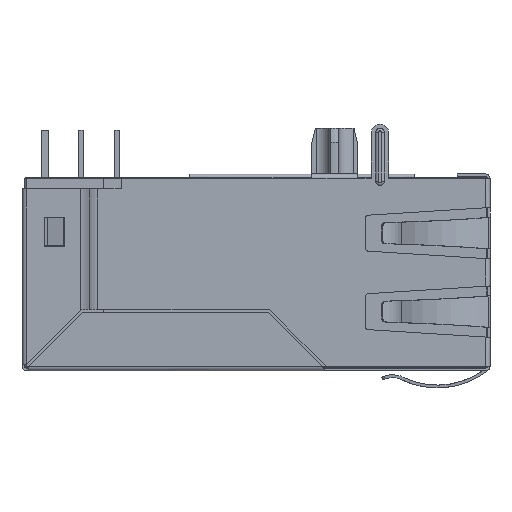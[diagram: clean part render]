
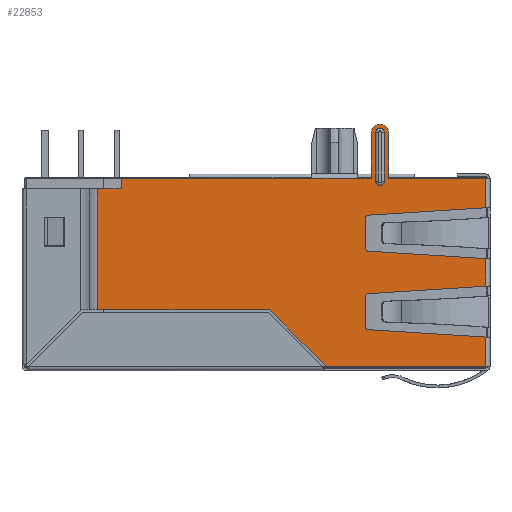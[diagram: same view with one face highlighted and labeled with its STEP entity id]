
A CAD part, left-side view. The second image highlights one B-rep face of the part: STEP entity #22853.
In plain terms, the highlighted planar face has unit normal (-1, 0, 0).
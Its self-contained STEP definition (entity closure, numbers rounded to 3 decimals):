
#910=CIRCLE('',#23827,0.2);
#911=CIRCLE('',#23828,0.2);
#912=CIRCLE('',#23829,0.2);
#913=CIRCLE('',#23830,0.2);
#914=CIRCLE('',#23831,0.6);
#915=CIRCLE('',#23832,0.3);
#916=CIRCLE('',#23833,0.3);
#1576=ORIENTED_EDGE('',*,*,#6554,.T.);
#1577=ORIENTED_EDGE('',*,*,#6555,.T.);
#1578=ORIENTED_EDGE('',*,*,#6556,.T.);
#1579=ORIENTED_EDGE('',*,*,#6557,.T.);
#1580=ORIENTED_EDGE('',*,*,#6558,.T.);
#1581=ORIENTED_EDGE('',*,*,#6559,.F.);
#1582=ORIENTED_EDGE('',*,*,#6560,.T.);
#1583=ORIENTED_EDGE('',*,*,#6561,.F.);
#1584=ORIENTED_EDGE('',*,*,#6562,.T.);
#1585=ORIENTED_EDGE('',*,*,#6563,.F.);
#1586=ORIENTED_EDGE('',*,*,#6564,.T.);
#1587=ORIENTED_EDGE('',*,*,#6565,.T.);
#1588=ORIENTED_EDGE('',*,*,#6566,.T.);
#1589=ORIENTED_EDGE('',*,*,#6567,.T.);
#1590=ORIENTED_EDGE('',*,*,#6568,.T.);
#1591=ORIENTED_EDGE('',*,*,#6569,.T.);
#1592=ORIENTED_EDGE('',*,*,#6570,.T.);
#1593=ORIENTED_EDGE('',*,*,#6571,.T.);
#1594=ORIENTED_EDGE('',*,*,#6572,.F.);
#1595=ORIENTED_EDGE('',*,*,#6573,.F.);
#1596=ORIENTED_EDGE('',*,*,#6574,.F.);
#1597=ORIENTED_EDGE('',*,*,#6575,.T.);
#1598=ORIENTED_EDGE('',*,*,#6576,.T.);
#1599=ORIENTED_EDGE('',*,*,#6577,.T.);
#1600=ORIENTED_EDGE('',*,*,#6578,.T.);
#1601=ORIENTED_EDGE('',*,*,#6579,.T.);
#1602=ORIENTED_EDGE('',*,*,#6580,.T.);
#1603=ORIENTED_EDGE('',*,*,#6581,.T.);
#1604=ORIENTED_EDGE('',*,*,#6582,.T.);
#1605=ORIENTED_EDGE('',*,*,#6583,.T.);
#6554=EDGE_CURVE('',#9038,#9039,#10457,.T.);
#6555=EDGE_CURVE('',#9039,#9040,#10458,.T.);
#6556=EDGE_CURVE('',#9040,#9041,#10459,.T.);
#6557=EDGE_CURVE('',#9041,#9042,#10460,.T.);
#6558=EDGE_CURVE('',#9042,#9043,#10461,.T.);
#6559=EDGE_CURVE('',#9044,#9043,#10462,.T.);
#6560=EDGE_CURVE('',#9044,#9045,#910,.F.);
#6561=EDGE_CURVE('',#9046,#9045,#10463,.T.);
#6562=EDGE_CURVE('',#9046,#9047,#911,.F.);
#6563=EDGE_CURVE('',#9048,#9047,#10464,.T.);
#6564=EDGE_CURVE('',#9048,#9049,#10465,.T.);
#6565=EDGE_CURVE('',#9049,#9050,#10466,.T.);
#6566=EDGE_CURVE('',#9050,#9051,#912,.F.);
#6567=EDGE_CURVE('',#9051,#9052,#10467,.T.);
#6568=EDGE_CURVE('',#9052,#9053,#913,.F.);
#6569=EDGE_CURVE('',#9053,#9054,#10468,.T.);
#6570=EDGE_CURVE('',#9054,#9055,#10469,.T.);
#6571=EDGE_CURVE('',#9055,#9056,#10470,.T.);
#6572=EDGE_CURVE('',#9057,#9056,#10471,.T.);
#6573=EDGE_CURVE('',#9058,#9057,#914,.T.);
#6574=EDGE_CURVE('',#9059,#9058,#10472,.T.);
#6575=EDGE_CURVE('',#9059,#9060,#10473,.T.);
#6576=EDGE_CURVE('',#9060,#9061,#10474,.T.);
#6577=EDGE_CURVE('',#9061,#9062,#10475,.T.);
#6578=EDGE_CURVE('',#9062,#9063,#10476,.T.);
#6579=EDGE_CURVE('',#9063,#9038,#10477,.T.);
#6580=EDGE_CURVE('',#9064,#9065,#915,.F.);
#6581=EDGE_CURVE('',#9065,#9066,#10478,.T.);
#6582=EDGE_CURVE('',#9066,#9067,#916,.F.);
#6583=EDGE_CURVE('',#9067,#9064,#10479,.T.);
#9038=VERTEX_POINT('',#30853);
#9039=VERTEX_POINT('',#30854);
#9040=VERTEX_POINT('',#30856);
#9041=VERTEX_POINT('',#30858);
#9042=VERTEX_POINT('',#30860);
#9043=VERTEX_POINT('',#30862);
#9044=VERTEX_POINT('',#30864);
#9045=VERTEX_POINT('',#30866);
#9046=VERTEX_POINT('',#30868);
#9047=VERTEX_POINT('',#30870);
#9048=VERTEX_POINT('',#30872);
#9049=VERTEX_POINT('',#30874);
#9050=VERTEX_POINT('',#30876);
#9051=VERTEX_POINT('',#30878);
#9052=VERTEX_POINT('',#30880);
#9053=VERTEX_POINT('',#30882);
#9054=VERTEX_POINT('',#30884);
#9055=VERTEX_POINT('',#30886);
#9056=VERTEX_POINT('',#30888);
#9057=VERTEX_POINT('',#30890);
#9058=VERTEX_POINT('',#30892);
#9059=VERTEX_POINT('',#30894);
#9060=VERTEX_POINT('',#30896);
#9061=VERTEX_POINT('',#30898);
#9062=VERTEX_POINT('',#30900);
#9063=VERTEX_POINT('',#30902);
#9064=VERTEX_POINT('',#30905);
#9065=VERTEX_POINT('',#30906);
#9066=VERTEX_POINT('',#30908);
#9067=VERTEX_POINT('',#30910);
#10457=LINE('',#30852,#12062);
#10458=LINE('',#30855,#12063);
#10459=LINE('',#30857,#12064);
#10460=LINE('',#30859,#12065);
#10461=LINE('',#30861,#12066);
#10462=LINE('',#30863,#12067);
#10463=LINE('',#30867,#12068);
#10464=LINE('',#30871,#12069);
#10465=LINE('',#30873,#12070);
#10466=LINE('',#30875,#12071);
#10467=LINE('',#30879,#12072);
#10468=LINE('',#30883,#12073);
#10469=LINE('',#30885,#12074);
#10470=LINE('',#30887,#12075);
#10471=LINE('',#30889,#12076);
#10472=LINE('',#30893,#12077);
#10473=LINE('',#30895,#12078);
#10474=LINE('',#30897,#12079);
#10475=LINE('',#30899,#12080);
#10476=LINE('',#30901,#12081);
#10477=LINE('',#30903,#12082);
#10478=LINE('',#30907,#12083);
#10479=LINE('',#30911,#12084);
#12062=VECTOR('',#25307,1000.);
#12063=VECTOR('',#25308,1000.);
#12064=VECTOR('',#25309,1000.);
#12065=VECTOR('',#25310,1000.);
#12066=VECTOR('',#25311,1000.);
#12067=VECTOR('',#25312,1000.);
#12068=VECTOR('',#25315,1000.);
#12069=VECTOR('',#25318,1000.);
#12070=VECTOR('',#25319,1000.);
#12071=VECTOR('',#25320,1000.);
#12072=VECTOR('',#25323,1000.);
#12073=VECTOR('',#25326,1000.);
#12074=VECTOR('',#25327,1000.);
#12075=VECTOR('',#25328,1000.);
#12076=VECTOR('',#25329,1000.);
#12077=VECTOR('',#25332,1000.);
#12078=VECTOR('',#25333,1000.);
#12079=VECTOR('',#25334,1000.);
#12080=VECTOR('',#25335,1000.);
#12081=VECTOR('',#25336,1000.);
#12082=VECTOR('',#25337,1000.);
#12083=VECTOR('',#25340,1000.);
#12084=VECTOR('',#25343,1000.);
#13567=EDGE_LOOP('',(#1576,#1577,#1578,#1579,#1580,#1581,#1582,#1583,#1584,
#1585,#1586,#1587,#1588,#1589,#1590,#1591,#1592,#1593,#1594,#1595,#1596,
#1597,#1598,#1599,#1600,#1601));
#13568=EDGE_LOOP('',(#1602,#1603,#1604,#1605));
#14598=FACE_BOUND('',#13567,.T.);
#14599=FACE_BOUND('',#13568,.T.);
#15602=PLANE('',#23826);
#22853=ADVANCED_FACE('',(#14598,#14599),#15602,.T.);
#23826=AXIS2_PLACEMENT_3D('',#30851,#25305,#25306);
#23827=AXIS2_PLACEMENT_3D('',#30865,#25313,#25314);
#23828=AXIS2_PLACEMENT_3D('',#30869,#25316,#25317);
#23829=AXIS2_PLACEMENT_3D('',#30877,#25321,#25322);
#23830=AXIS2_PLACEMENT_3D('',#30881,#25324,#25325);
#23831=AXIS2_PLACEMENT_3D('',#30891,#25330,#25331);
#23832=AXIS2_PLACEMENT_3D('',#30904,#25338,#25339);
#23833=AXIS2_PLACEMENT_3D('',#30909,#25341,#25342);
#25305=DIRECTION('',(-1.,0.,0.));
#25306=DIRECTION('',(0.,-1.,0.));
#25307=DIRECTION('',(0.,0.,-1.));
#25308=DIRECTION('',(0.,-1.,0.));
#25309=DIRECTION('',(0.,-0.707,-0.707));
#25310=DIRECTION('',(0.,-1.,0.));
#25311=DIRECTION('',(0.,0.,1.));
#25312=DIRECTION('',(0.,-0.998,-0.063));
#25313=DIRECTION('',(-1.,0.,0.));
#25314=DIRECTION('',(0.,-1.,0.));
#25315=DIRECTION('',(0.,0.,-1.));
#25316=DIRECTION('',(-1.,0.,0.));
#25317=DIRECTION('',(0.,-1.,0.));
#25318=DIRECTION('',(0.,0.998,-0.063));
#25319=DIRECTION('',(0.,0.,1.));
#25320=DIRECTION('',(0.,0.998,0.063));
#25321=DIRECTION('',(-1.,0.,0.));
#25322=DIRECTION('',(0.,-1.,0.));
#25323=DIRECTION('',(0.,0.,1.));
#25324=DIRECTION('',(-1.,0.,0.));
#25325=DIRECTION('',(0.,-1.,0.));
#25326=DIRECTION('',(0.,-0.998,0.063));
#25327=DIRECTION('',(0.,0.,1.));
#25328=DIRECTION('',(0.,1.,0.));
#25329=DIRECTION('',(0.,0.,-1.));
#25330=DIRECTION('',(1.,0.,0.));
#25331=DIRECTION('',(0.,1.,0.));
#25332=DIRECTION('',(0.,0.,1.));
#25333=DIRECTION('',(0.,1.,0.));
#25334=DIRECTION('',(0.,1.,0.));
#25335=DIRECTION('',(0.,1.,0.));
#25336=DIRECTION('',(0.,0.,-1.));
#25337=DIRECTION('',(0.,1.,0.));
#25338=DIRECTION('',(-1.,0.,0.));
#25339=DIRECTION('',(0.,-1.,0.));
#25340=DIRECTION('',(0.,0.,1.));
#25341=DIRECTION('',(-1.,0.,0.));
#25342=DIRECTION('',(0.,-1.,0.));
#25343=DIRECTION('',(0.,0.,-1.));
#30851=CARTESIAN_POINT('',(-8.3,-10.75,-6.6));
#30852=CARTESIAN_POINT('',(-8.3,16.58,5.85));
#30853=CARTESIAN_POINT('',(-8.3,16.58,5.85));
#30854=CARTESIAN_POINT('',(-8.3,16.58,-2.616));
#30855=CARTESIAN_POINT('',(-8.3,16.58,-2.616));
#30856=CARTESIAN_POINT('',(-8.3,4.534,-2.616));
#30857=CARTESIAN_POINT('',(-8.3,4.534,-2.616));
#30858=CARTESIAN_POINT('',(-8.3,0.55,-6.6));
#30859=CARTESIAN_POINT('',(-8.3,0.55,-6.6));
#30860=CARTESIAN_POINT('',(-8.3,-10.62,-6.6));
#30861=CARTESIAN_POINT('',(-8.3,-10.62,-6.6));
#30862=CARTESIAN_POINT('',(-8.3,-10.62,-4.531));
#30863=CARTESIAN_POINT('',(-8.3,-2.2,-4.));
#30864=CARTESIAN_POINT('',(-8.3,-2.387,-4.012));
#30865=CARTESIAN_POINT('',(-8.3,-2.4,-3.812));
#30866=CARTESIAN_POINT('',(-8.3,-2.2,-3.812));
#30867=CARTESIAN_POINT('',(-8.3,-2.2,-1.5));
#30868=CARTESIAN_POINT('',(-8.3,-2.2,-1.688));
#30869=CARTESIAN_POINT('',(-8.3,-2.4,-1.688));
#30870=CARTESIAN_POINT('',(-8.3,-2.387,-1.488));
#30871=CARTESIAN_POINT('',(-8.3,-10.92,-0.95));
#30872=CARTESIAN_POINT('',(-8.3,-10.62,-0.969));
#30873=CARTESIAN_POINT('',(-8.3,-10.62,-6.6));
#30874=CARTESIAN_POINT('',(-8.3,-10.62,0.969));
#30875=CARTESIAN_POINT('',(-8.3,-10.92,0.95));
#30876=CARTESIAN_POINT('',(-8.3,-2.387,1.488));
#30877=CARTESIAN_POINT('',(-8.3,-2.4,1.688));
#30878=CARTESIAN_POINT('',(-8.3,-2.2,1.688));
#30879=CARTESIAN_POINT('',(-8.3,-2.2,1.5));
#30880=CARTESIAN_POINT('',(-8.3,-2.2,3.812));
#30881=CARTESIAN_POINT('',(-8.3,-2.4,3.812));
#30882=CARTESIAN_POINT('',(-8.3,-2.387,4.012));
#30883=CARTESIAN_POINT('',(-8.3,-2.2,4.));
#30884=CARTESIAN_POINT('',(-8.3,-10.62,4.531));
#30885=CARTESIAN_POINT('',(-8.3,-10.62,-6.6));
#30886=CARTESIAN_POINT('',(-8.3,-10.62,6.6));
#30887=CARTESIAN_POINT('',(-8.3,-10.75,6.6));
#30888=CARTESIAN_POINT('',(-8.3,-3.81,6.6));
#30889=CARTESIAN_POINT('',(-8.3,-3.81,9.8));
#30890=CARTESIAN_POINT('',(-8.3,-3.81,9.8));
#30891=CARTESIAN_POINT('',(-8.3,-3.21,9.8));
#30892=CARTESIAN_POINT('',(-8.3,-2.61,9.8));
#30893=CARTESIAN_POINT('',(-8.3,-2.61,6.6));
#30894=CARTESIAN_POINT('',(-8.3,-2.61,6.6));
#30895=CARTESIAN_POINT('',(-8.3,-10.75,6.6));
#30896=CARTESIAN_POINT('',(-8.3,-1.63,6.6));
#30897=CARTESIAN_POINT('',(-8.3,-1.63,6.6));
#30898=CARTESIAN_POINT('',(-8.3,1.57,6.6));
#30899=CARTESIAN_POINT('',(-8.3,-10.75,6.6));
#30900=CARTESIAN_POINT('',(-8.3,14.93,6.6));
#30901=CARTESIAN_POINT('',(-8.3,14.93,6.6));
#30902=CARTESIAN_POINT('',(-8.3,14.93,5.85));
#30903=CARTESIAN_POINT('',(-8.3,14.93,5.85));
#30904=CARTESIAN_POINT('',(-8.3,-3.21,6.4));
#30905=CARTESIAN_POINT('',(-8.3,-3.51,6.4));
#30906=CARTESIAN_POINT('',(-8.3,-2.91,6.4));
#30907=CARTESIAN_POINT('',(-8.3,-2.91,-6.6));
#30908=CARTESIAN_POINT('',(-8.3,-2.91,9.8));
#30909=CARTESIAN_POINT('',(-8.3,-3.21,9.8));
#30910=CARTESIAN_POINT('',(-8.3,-3.51,9.8));
#30911=CARTESIAN_POINT('',(-8.3,-3.51,-6.6));
